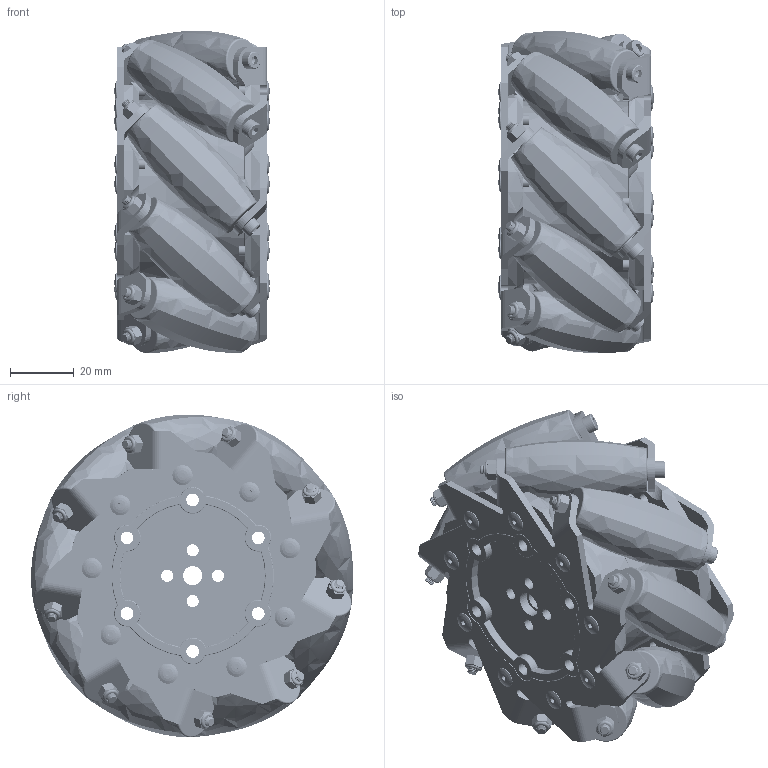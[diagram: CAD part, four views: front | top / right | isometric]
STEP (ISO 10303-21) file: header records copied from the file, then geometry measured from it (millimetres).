
FILE_DESCRIPTION (( 'STEP AP214' ), '1' );
FILE_NAME ('am-3919L 4in HD FTC Mecanum Left.STEP', '2018-09-04T15:42:45', ( '' ), ( '' ), 'SwSTEP 2.0', 'SolidWorks 2018', '' );
FILE_SCHEMA (( 'AUTOMOTIVE_DESIGN' ));
Length unit declared in the file: inch
Products named in the file (10): M3 x 0.5 Nylock Nut; SHCS M3 x 55mm_B18.3.1M - 3 x 0.5 x 55 Hex SHCS -- 18SHX; 4HD Mecanum Roller V2; 4HD Mecanum roller skin; 4HD Mecanum Roller Core ; ip-3026L_plate 4 HD Left Mecanum Plate_DefaultSM-FLAT-PATTERN; Brass tube; 125 rivet; ip-3xxx_half 4HD FTC Mecanum Hub; am-3919L 4in HD FTC Mecanum Left
Assembly tree (60 placements, depth 3):
  am-3919L 4in HD FTC Mecanum Left
    ip-3xxx_half 4HD FTC Mecanum Hub  x2
    125 rivet  x18
    Brass tube  x9
    ip-3026L_plate 4 HD Left Mecanum Plate_DefaultSM-FLAT-PATTERN  x2
    4HD Mecanum Roller V2  x9
      4HD Mecanum Roller Core 
      4HD Mecanum roller skin
    SHCS M3 x 55mm_B18.3.1M - 3 x 0.5 x 55 Hex SHCS -- 18SHX  x9
    M3 x 0.5 Nylock Nut  x9
Bounding box: 48.73 x 101.14 x 101.39 mm (x, y, z)
Volume: 188743.7 mm3; surface area: 151682.3 mm2
Topology: 67 solids, 67 shells, 4473 faces, 11094 edges, 6777 vertices
Faces by surface type: cone 1518, cylinder 1462, plane 751, torus 472, bspline 198, sphere 72
Entity records: 37886 total; most frequent: CARTESIAN_POINT 9843, DIRECTION 6290, ORIENTED_EDGE 5572, EDGE_CURVE 2786, AXIS2_PLACEMENT_3D 2637, VERTEX_POINT 1678, CIRCLE 1513, EDGE_LOOP 1258
